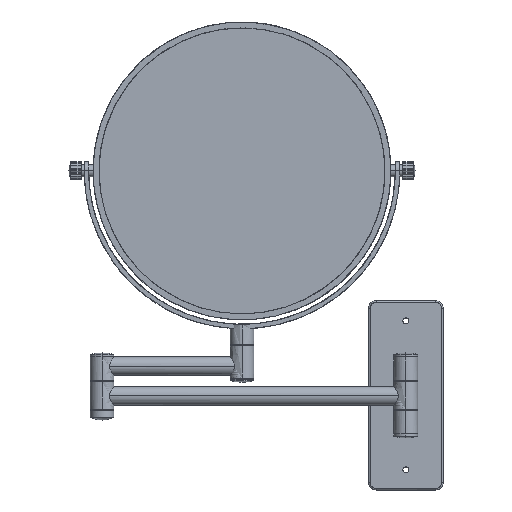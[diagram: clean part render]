
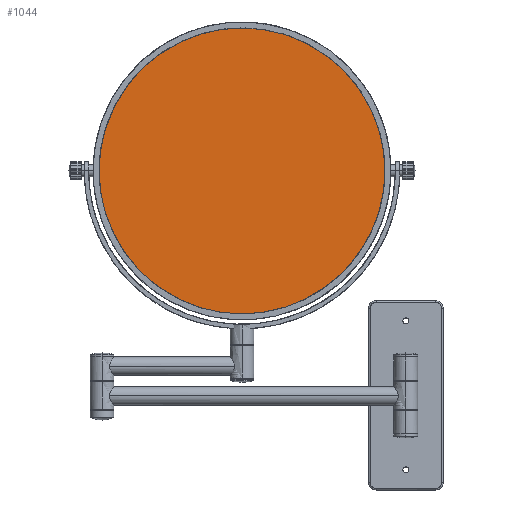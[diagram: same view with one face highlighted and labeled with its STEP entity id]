
A CAD part, front view. The second image highlights one B-rep face of the part: STEP entity #1044.
In plain terms, the highlighted free-form (B-spline) face has degree [1, 1] with [2, 2] control points.
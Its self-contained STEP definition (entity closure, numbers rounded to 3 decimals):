
#1044=ADVANCED_FACE('',(#1334),#8298,.T.);
#1334=FACE_OUTER_BOUND('',#1630,.T.);
#1630=EDGE_LOOP('',(#2271));
#2271=ORIENTED_EDGE('',*,*,#6807,.T.);
#3128=PCURVE('',#8298,#3985);
#3985=DEFINITIONAL_REPRESENTATION('',(#5183),#17762);
#5183=B_SPLINE_CURVE_WITH_KNOTS('',2,(#13567,#13568,#13569,#13570,#13571,
#13572,#13573,#13574,#13575,#13576,#13577,#13578,#13579,#13580,#13581,#13582,
#13583,#13584,#13585,#13586,#13587,#13588,#13589,#13590,#13591,#13592,#13593,
#13594,#13595,#13596,#13597,#13598,#13599),.UNSPECIFIED.,.T.,.F.,(3,2,2,
2,2,2,2,2,2,2,2,2,2,2,2,2,3),(-6.283,-5.89,-5.498,
-5.105,-4.712,-4.32,-3.927,
-3.534,-3.142,-2.749,-2.356,
-1.963,-1.571,-1.178,-0.785,
-0.393,0.),.UNSPECIFIED.);
#6042=SURFACE_CURVE('',#7231,(#3128),.PCURVE_S1.);
#6807=EDGE_CURVE('',#7936,#7936,#6042,.T.);
#7231=(
BOUNDED_CURVE()
B_SPLINE_CURVE(2,(#13558,#13559,#13560,#13561,#13562,#13563,#13564,#13565,
#13566),.UNSPECIFIED.,.T.,.F.)
B_SPLINE_CURVE_WITH_KNOTS((3,2,2,2,3),(-6.283,-4.712,
-3.142,-1.571,0.),.UNSPECIFIED.)
CURVE()
GEOMETRIC_REPRESENTATION_ITEM()
RATIONAL_B_SPLINE_CURVE((1.,0.707,1.,0.707,1.,0.707,
1.,0.707,1.))
REPRESENTATION_ITEM('')
);
#7936=VERTEX_POINT('',#13557);
#8298=B_SPLINE_SURFACE_WITH_KNOTS('',1,1,((#13553,#13554),(#13555,#13556)),
 .UNSPECIFIED.,.F.,.F.,.F.,(2,2),(2,2),(0.,1.),(0.,1.),.UNSPECIFIED.);
#13553=CARTESIAN_POINT('',(-12.848,82.975,-27.277));
#13554=CARTESIAN_POINT('',(-207.152,82.975,-27.277));
#13555=CARTESIAN_POINT('',(-12.848,82.975,167.027));
#13556=CARTESIAN_POINT('',(-207.152,82.975,167.027));
#13557=CARTESIAN_POINT('',(-14.,82.975,69.875));
#13558=CARTESIAN_POINT('',(-14.,82.975,69.875));
#13559=CARTESIAN_POINT('',(-14.,82.975,165.875));
#13560=CARTESIAN_POINT('',(-110.,82.975,165.875));
#13561=CARTESIAN_POINT('',(-206.,82.975,165.875));
#13562=CARTESIAN_POINT('',(-206.,82.975,69.875));
#13563=CARTESIAN_POINT('',(-206.,82.975,-26.125));
#13564=CARTESIAN_POINT('',(-110.,82.975,-26.125));
#13565=CARTESIAN_POINT('',(-14.,82.975,-26.125));
#13566=CARTESIAN_POINT('',(-14.,82.975,69.875));
#13567=CARTESIAN_POINT('',(0.5,0.006));
#13568=CARTESIAN_POINT('',(0.598,0.006));
#13569=CARTESIAN_POINT('',(0.689,0.044));
#13570=CARTESIAN_POINT('',(0.78,0.081));
#13571=CARTESIAN_POINT('',(0.849,0.151));
#13572=CARTESIAN_POINT('',(0.919,0.22));
#13573=CARTESIAN_POINT('',(0.956,0.311));
#13574=CARTESIAN_POINT('',(0.994,0.402));
#13575=CARTESIAN_POINT('',(0.994,0.5));
#13576=CARTESIAN_POINT('',(0.994,0.598));
#13577=CARTESIAN_POINT('',(0.956,0.689));
#13578=CARTESIAN_POINT('',(0.919,0.78));
#13579=CARTESIAN_POINT('',(0.849,0.849));
#13580=CARTESIAN_POINT('',(0.78,0.919));
#13581=CARTESIAN_POINT('',(0.689,0.956));
#13582=CARTESIAN_POINT('',(0.598,0.994));
#13583=CARTESIAN_POINT('',(0.5,0.994));
#13584=CARTESIAN_POINT('',(0.402,0.994));
#13585=CARTESIAN_POINT('',(0.311,0.956));
#13586=CARTESIAN_POINT('',(0.22,0.919));
#13587=CARTESIAN_POINT('',(0.151,0.849));
#13588=CARTESIAN_POINT('',(0.081,0.78));
#13589=CARTESIAN_POINT('',(0.044,0.689));
#13590=CARTESIAN_POINT('',(0.006,0.598));
#13591=CARTESIAN_POINT('',(0.006,0.5));
#13592=CARTESIAN_POINT('',(0.006,0.402));
#13593=CARTESIAN_POINT('',(0.044,0.311));
#13594=CARTESIAN_POINT('',(0.081,0.22));
#13595=CARTESIAN_POINT('',(0.151,0.151));
#13596=CARTESIAN_POINT('',(0.22,0.081));
#13597=CARTESIAN_POINT('',(0.311,0.044));
#13598=CARTESIAN_POINT('',(0.402,0.006));
#13599=CARTESIAN_POINT('',(0.5,0.006));
#17762=(
GEOMETRIC_REPRESENTATION_CONTEXT(2)
PARAMETRIC_REPRESENTATION_CONTEXT()
REPRESENTATION_CONTEXT('pspace','')
);
